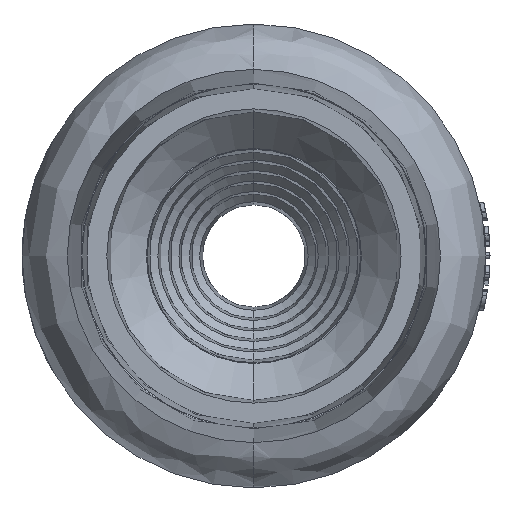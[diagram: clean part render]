
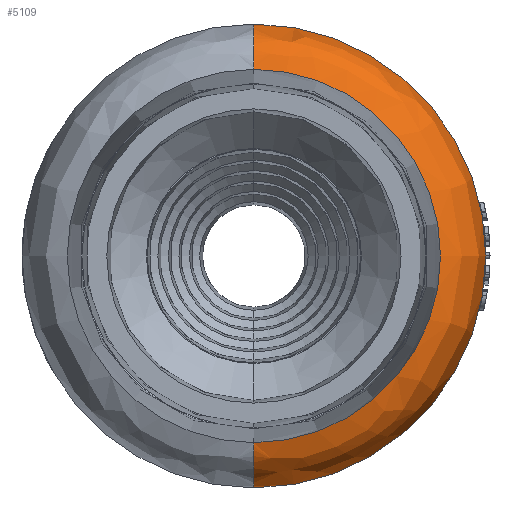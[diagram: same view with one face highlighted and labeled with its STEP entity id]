
A CAD part, left-side view. The second image highlights one B-rep face of the part: STEP entity #5109.
In plain terms, the highlighted free-form (B-spline) face has degree [3, 3] with [4, 4] control points.
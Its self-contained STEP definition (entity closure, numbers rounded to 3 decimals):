
#281 = ORIENTED_EDGE ( 'NONE', *, *, #11259, .F. ) ;
#393 = ORIENTED_EDGE ( 'NONE', *, *, #20057, .F. ) ;
#496 = CARTESIAN_POINT ( 'NONE',  ( 0.104, -9.866, -4.933 ) ) ;
#2796 = B_SPLINE_CURVE_WITH_KNOTS ( 'NONE', 3,
 ( #7187, #4158, #18116, #8782 ),
 .UNSPECIFIED., .F., .F.,
 ( 4, 4 ),
 ( 0., 0.867 ),
 .UNSPECIFIED. ) ;
#3171 = EDGE_CURVE ( 'NONE', #9160, #12669, #2796, .T. ) ;
#3497 = CARTESIAN_POINT ( 'NONE',  ( 0.505, 0., -5.5 ) ) ;
#3567 = CARTESIAN_POINT ( 'NONE',  ( 0.505, -11., 5.5 ) ) ;
#3627 = CARTESIAN_POINT ( 'NONE',  ( 0.505, 0., 5.5 ) ) ;
#3661 = CARTESIAN_POINT ( 'NONE',  ( 0.104, 0., -4.933 ) ) ;
#4158 = CARTESIAN_POINT ( 'NONE',  ( 0.505, 0., 5.5 ) ) ;
#4848 =( BOUNDED_SURFACE ( )  B_SPLINE_SURFACE ( 3, 3, ( 
 ( #16002, #12845, #12647, #12709 ),
 ( #3497, #12777, #3567, #3627 ),
 ( #14361, #496, #18928, #15806 ),
 ( #6706, #6458, #18865, #5108 ) ),
 .UNSPECIFIED., .F., .F., .F. ) 
 B_SPLINE_SURFACE_WITH_KNOTS ( ( 4, 4 ),
 ( 4, 4 ),
 ( 0., 0.867 ),
 ( 0., 1. ),
 .UNSPECIFIED. ) 
 GEOMETRIC_REPRESENTATION_ITEM ( )  RATIONAL_B_SPLINE_SURFACE ( (
 ( 1., 0.333, 0.333, 1.),
 ( 1., 0.333, 0.333, 1.),
 ( 1., 0.333, 0.333, 1.),
 ( 1., 0.333, 0.333, 1.) ) ) 
 REPRESENTATION_ITEM ( '' )  SURFACE ( )  );
#5108 = CARTESIAN_POINT ( 'NONE',  ( 0.019, 0., 4.427 ) ) ;
#5109 = ADVANCED_FACE ( 'NONE', ( #9406 ), #4848, .F. ) ;
#6458 = CARTESIAN_POINT ( 'NONE',  ( 0.019, -8.853, -4.427 ) ) ;
#6706 = CARTESIAN_POINT ( 'NONE',  ( 0.019, 0., -4.427 ) ) ;
#6921 = DIRECTION ( 'NONE',  ( 0., 0., 1. ) ) ;
#7187 = CARTESIAN_POINT ( 'NONE',  ( 1.719, 0., 5.5 ) ) ;
#7998 = CIRCLE ( 'NONE', #13990, 5.5 ) ;
#8298 = CARTESIAN_POINT ( 'NONE',  ( 0.019, 0., -4.427 ) ) ;
#8459 = B_SPLINE_CURVE_WITH_KNOTS ( 'NONE', 3,
 ( #9749, #17411, #3661, #8298 ),
 .UNSPECIFIED., .F., .F.,
 ( 4, 4 ),
 ( 0., 0.867 ),
 .UNSPECIFIED. ) ;
#8782 = CARTESIAN_POINT ( 'NONE',  ( 0.019, 0., 4.427 ) ) ;
#9160 = VERTEX_POINT ( 'NONE', #19168 ) ;
#9406 = FACE_OUTER_BOUND ( 'NONE', #16194, .T. ) ;
#9749 = CARTESIAN_POINT ( 'NONE',  ( 1.719, 0., -5.5 ) ) ;
#10351 = CARTESIAN_POINT ( 'NONE',  ( 1.719, 0., -5.5 ) ) ;
#11259 = EDGE_CURVE ( 'NONE', #12747, #12669, #11917, .T. ) ;
#11917 = CIRCLE ( 'NONE', #13601, 4.427 ) ;
#12647 = CARTESIAN_POINT ( 'NONE',  ( 1.719, -11., 5.5 ) ) ;
#12669 = VERTEX_POINT ( 'NONE', #17386 ) ;
#12709 = CARTESIAN_POINT ( 'NONE',  ( 1.719, 0., 5.5 ) ) ;
#12747 = VERTEX_POINT ( 'NONE', #17917 ) ;
#12777 = CARTESIAN_POINT ( 'NONE',  ( 0.505, -11., -5.5 ) ) ;
#12845 = CARTESIAN_POINT ( 'NONE',  ( 1.719, -11., -5.5 ) ) ;
#13238 = CARTESIAN_POINT ( 'NONE',  ( 1.719, 0., 0. ) ) ;
#13442 = ORIENTED_EDGE ( 'NONE', *, *, #3171, .T. ) ;
#13601 = AXIS2_PLACEMENT_3D ( 'NONE', #19336, #19271, #6921 ) ;
#13935 = ORIENTED_EDGE ( 'NONE', *, *, #18023, .T. ) ;
#13990 = AXIS2_PLACEMENT_3D ( 'NONE', #13238, #16355, #17789 ) ;
#14361 = CARTESIAN_POINT ( 'NONE',  ( 0.104, 0., -4.933 ) ) ;
#15806 = CARTESIAN_POINT ( 'NONE',  ( 0.104, 0., 4.933 ) ) ;
#16002 = CARTESIAN_POINT ( 'NONE',  ( 1.719, 0., -5.5 ) ) ;
#16194 = EDGE_LOOP ( 'NONE', ( #13935, #13442, #281, #393 ) ) ;
#16355 = DIRECTION ( 'NONE',  ( -1., 0., 0. ) ) ;
#17386 = CARTESIAN_POINT ( 'NONE',  ( 0.019, 0., 4.427 ) ) ;
#17411 = CARTESIAN_POINT ( 'NONE',  ( 0.505, 0., -5.5 ) ) ;
#17789 = DIRECTION ( 'NONE',  ( 0., 0., 1. ) ) ;
#17917 = CARTESIAN_POINT ( 'NONE',  ( 0.019, 0., -4.427 ) ) ;
#18023 = EDGE_CURVE ( 'NONE', #18218, #9160, #7998, .T. ) ;
#18116 = CARTESIAN_POINT ( 'NONE',  ( 0.104, 0., 4.933 ) ) ;
#18218 = VERTEX_POINT ( 'NONE', #10351 ) ;
#18865 = CARTESIAN_POINT ( 'NONE',  ( 0.019, -8.853, 4.427 ) ) ;
#18928 = CARTESIAN_POINT ( 'NONE',  ( 0.104, -9.866, 4.933 ) ) ;
#19168 = CARTESIAN_POINT ( 'NONE',  ( 1.719, 0., 5.5 ) ) ;
#19271 = DIRECTION ( 'NONE',  ( -1., 0., 0. ) ) ;
#19336 = CARTESIAN_POINT ( 'NONE',  ( 0.019, 0., 0. ) ) ;
#20057 = EDGE_CURVE ( 'NONE', #18218, #12747, #8459, .T. ) ;
